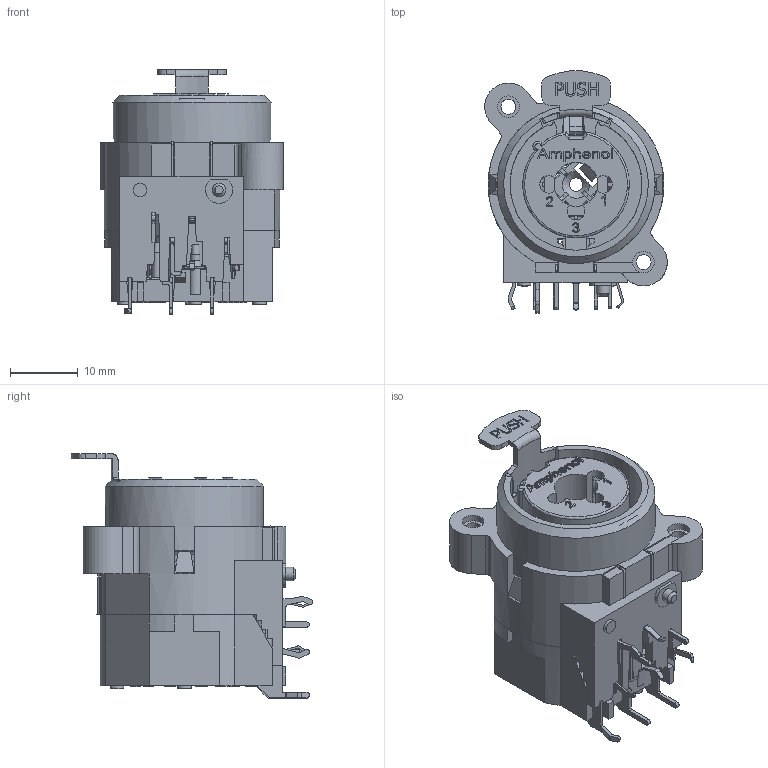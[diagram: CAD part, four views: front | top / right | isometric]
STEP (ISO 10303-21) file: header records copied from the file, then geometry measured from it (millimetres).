
FILE_DESCRIPTION((''),'2;1');
FILE_NAME('ACJC9H.stp','2011-08-11T15:06:37',('thien'),(''),'Autodesk Inventor 2011','Autodesk Inventor 2011','');
FILE_SCHEMA(('CONFIG_CONTROL_DESIGN'));
Length unit declared in the file: millimetre
Products named in the file (15): ACJC9H; upper shell; Contact-1; Contact-2; Contact-G; Contact-3; Contact-S; Contact-R; Contact-T; Contact-SN; Contact-RN; Contact-TN; Latch; PUSH; bottom shell
Assembly tree (14 placements, depth 2):
  ACJC9H
    upper shell
    Contact-1
    Contact-2
    Contact-G
    Contact-3
    Contact-S
    Contact-R
    Contact-T
    Contact-SN
    Contact-RN
    Contact-TN
    Latch
    PUSH
    bottom shell
Bounding box: 27 x 35.76 x 36.2 mm (x, y, z)
Volume: 8172.7 mm3; surface area: 15097.9 mm2
Topology: 14 solids, 14 shells, 2038 faces, 5738 edges, 3753 vertices
Faces by surface type: plane 1361, cylinder 429, bspline 200, cone 41, torus 7
Full cylindrical faces by diameter (mm): 1 x8, 1.2 x2, 1.35 x2, 1.5 x3, 1.8 x1, 1.9 x3, 2 x10, 2.2 x2, 3.2 x4, 6.5 x1, 23.4 x1
Entity records: 67258 total; most frequent: CARTESIAN_POINT 14960, ORIENTED_EDGE 11358, DIRECTION 9923, EDGE_CURVE 5679, VECTOR 4223, LINE 4223, VERTEX_POINT 3738, AXIS2_PLACEMENT_3D 2850
